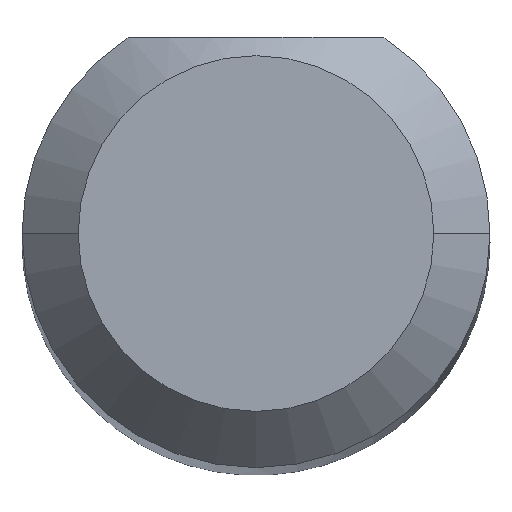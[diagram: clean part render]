
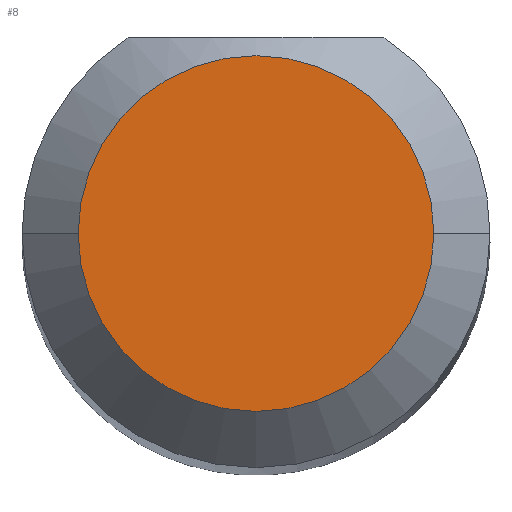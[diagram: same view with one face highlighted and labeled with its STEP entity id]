
A CAD part, top view. The second image highlights one B-rep face of the part: STEP entity #8.
In plain terms, the highlighted planar face has unit normal (0, 0, 1).
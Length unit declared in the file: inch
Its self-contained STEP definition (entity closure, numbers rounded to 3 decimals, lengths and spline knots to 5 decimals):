
#7 = CIRCLE ( 'NONE', #521, 0.0475 ) ;
#8 = ADVANCED_FACE ( 'NONE', ( #475 ), #395, .T. ) ;
#9 = DIRECTION ( 'NONE',  ( 0., 0., 1. ) ) ;
#35 = VERTEX_POINT ( 'NONE', #189 ) ;
#46 = DIRECTION ( 'NONE',  ( 0., 0., 1. ) ) ;
#66 = ORIENTED_EDGE ( 'NONE', *, *, #529, .T. ) ;
#94 = CARTESIAN_POINT ( 'NONE',  ( -0.0475, 0., 1.5 ) ) ;
#100 = CARTESIAN_POINT ( 'NONE',  ( 0., 0., 1.5 ) ) ;
#163 = DIRECTION ( 'NONE',  ( 1., 0., 0. ) ) ;
#189 = CARTESIAN_POINT ( 'NONE',  ( 0.0475, 0., 1.5 ) ) ;
#235 = DIRECTION ( 'NONE',  ( 1., 0., 0. ) ) ;
#243 = CARTESIAN_POINT ( 'NONE',  ( 0., 0., 1.5 ) ) ;
#249 = CARTESIAN_POINT ( 'NONE',  ( 0., 0., 1.5 ) ) ;
#305 = VERTEX_POINT ( 'NONE', #94 ) ;
#333 = AXIS2_PLACEMENT_3D ( 'NONE', #100, #477, #235 ) ;
#337 = DIRECTION ( 'NONE',  ( 1., 0., 0. ) ) ;
#377 = AXIS2_PLACEMENT_3D ( 'NONE', #249, #9, #337 ) ;
#395 = PLANE ( 'NONE',  #333 ) ;
#417 = EDGE_CURVE ( 'NONE', #35, #305, #7, .T. ) ;
#439 = CIRCLE ( 'NONE', #377, 0.0475 ) ;
#464 = ORIENTED_EDGE ( 'NONE', *, *, #417, .T. ) ;
#475 = FACE_OUTER_BOUND ( 'NONE', #510, .T. ) ;
#477 = DIRECTION ( 'NONE',  ( 0., 0., 1. ) ) ;
#510 = EDGE_LOOP ( 'NONE', ( #66, #464 ) ) ;
#521 = AXIS2_PLACEMENT_3D ( 'NONE', #243, #46, #163 ) ;
#529 = EDGE_CURVE ( 'NONE', #305, #35, #439, .T. ) ;
